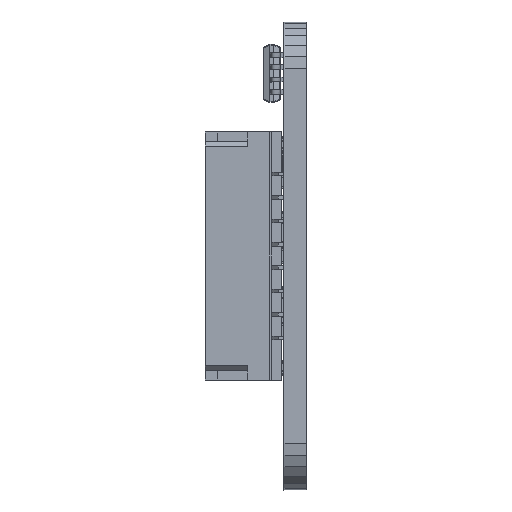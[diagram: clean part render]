
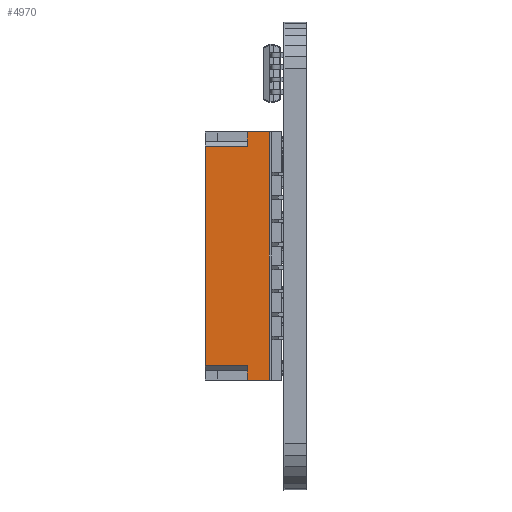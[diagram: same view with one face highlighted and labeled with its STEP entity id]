
A CAD part, left-side view. The second image highlights one B-rep face of the part: STEP entity #4970.
In plain terms, the highlighted face is planar.
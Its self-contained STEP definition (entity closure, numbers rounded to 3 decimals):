
#522 = CARTESIAN_POINT ( 'NONE',  ( 6.625, -1.62, 1.95 ) ) ;
#1120 = EDGE_CURVE ( 'NONE', #19292, #12063, #9801, .T. ) ;
#1260 = VECTOR ( 'NONE', #25912, 1000. ) ;
#1397 = CARTESIAN_POINT ( 'NONE',  ( 5.875, -1.62, 4.2 ) ) ;
#1427 = CARTESIAN_POINT ( 'NONE',  ( 6.625, -1.62, 0.8 ) ) ;
#1697 = EDGE_CURVE ( 'NONE', #4997, #22749, #11195, .T. ) ;
#2132 = CARTESIAN_POINT ( 'NONE',  ( 5.875, -1.62, 2.5 ) ) ;
#3015 = ORIENTED_EDGE ( 'NONE', *, *, #25729, .F. ) ;
#3059 = DIRECTION ( 'NONE',  ( 0., -1., 0. ) ) ;
#3305 = VECTOR ( 'NONE', #23122, 1000. ) ;
#3795 = ORIENTED_EDGE ( 'NONE', *, *, #29105, .F. ) ;
#4226 = CARTESIAN_POINT ( 'NONE',  ( 6.625, -1.62, 2.5 ) ) ;
#4501 = ORIENTED_EDGE ( 'NONE', *, *, #9630, .F. ) ;
#4941 = DIRECTION ( 'NONE',  ( -1., 0., 0. ) ) ;
#4970 = ADVANCED_FACE ( 'NONE', ( #18507 ), #12237, .F. ) ;
#4997 = VERTEX_POINT ( 'NONE', #7947 ) ;
#5088 = VECTOR ( 'NONE', #11497, 1000. ) ;
#5669 = ORIENTED_EDGE ( 'NONE', *, *, #1697, .F. ) ;
#7030 = EDGE_CURVE ( 'NONE', #23240, #18203, #26759, .T. ) ;
#7947 = CARTESIAN_POINT ( 'NONE',  ( -5.875, -1.62, 4.2 ) ) ;
#8034 = EDGE_CURVE ( 'NONE', #22749, #14842, #18340, .T. ) ;
#8555 = VECTOR ( 'NONE', #19461, 1000. ) ;
#8806 = DIRECTION ( 'NONE',  ( 0., 0., 1. ) ) ;
#8950 = EDGE_CURVE ( 'NONE', #18230, #14842, #18966, .T. ) ;
#8965 = ORIENTED_EDGE ( 'NONE', *, *, #8034, .F. ) ;
#9094 = AXIS2_PLACEMENT_3D ( 'NONE', #26204, #3059, #19423 ) ;
#9623 = CARTESIAN_POINT ( 'NONE',  ( 0., -1.62, 0.8 ) ) ;
#9630 = EDGE_CURVE ( 'NONE', #12063, #23240, #27221, .T. ) ;
#9801 = LINE ( 'NONE', #4226, #3305 ) ;
#11195 = LINE ( 'NONE', #23131, #5088 ) ;
#11497 = DIRECTION ( 'NONE',  ( 0., 0., -1. ) ) ;
#12063 = VERTEX_POINT ( 'NONE', #522 ) ;
#12237 = PLANE ( 'NONE',  #9094 ) ;
#12350 = ORIENTED_EDGE ( 'NONE', *, *, #8950, .T. ) ;
#13458 = CARTESIAN_POINT ( 'NONE',  ( -6.625, -1.62, 1.95 ) ) ;
#13800 = CARTESIAN_POINT ( 'NONE',  ( 6.25, -1.62, 1.95 ) ) ;
#14453 = VECTOR ( 'NONE', #29958, 1000. ) ;
#14791 = CARTESIAN_POINT ( 'NONE',  ( 5.875, -1.62, 1.95 ) ) ;
#14842 = VERTEX_POINT ( 'NONE', #13458 ) ;
#14931 = VECTOR ( 'NONE', #4941, 1000. ) ;
#15423 = LINE ( 'NONE', #21195, #8555 ) ;
#16281 = CARTESIAN_POINT ( 'NONE',  ( 0., -1.62, 1.95 ) ) ;
#17493 = VECTOR ( 'NONE', #8806, 1000. ) ;
#18203 = VERTEX_POINT ( 'NONE', #1397 ) ;
#18230 = VERTEX_POINT ( 'NONE', #19590 ) ;
#18340 = LINE ( 'NONE', #16281, #20536 ) ;
#18507 = FACE_OUTER_BOUND ( 'NONE', #28726, .T. ) ;
#18753 = ORIENTED_EDGE ( 'NONE', *, *, #1120, .F. ) ;
#18966 = LINE ( 'NONE', #25067, #17493 ) ;
#19292 = VERTEX_POINT ( 'NONE', #1427 ) ;
#19423 = DIRECTION ( 'NONE',  ( 0., 0., 1. ) ) ;
#19461 = DIRECTION ( 'NONE',  ( -1., 0., 0. ) ) ;
#19590 = CARTESIAN_POINT ( 'NONE',  ( -6.625, -1.62, 0.8 ) ) ;
#20536 = VECTOR ( 'NONE', #25505, 1000. ) ;
#21195 = CARTESIAN_POINT ( 'NONE',  ( 6.625, -1.62, 4.2 ) ) ;
#22749 = VERTEX_POINT ( 'NONE', #29282 ) ;
#23122 = DIRECTION ( 'NONE',  ( 0., 0., 1. ) ) ;
#23131 = CARTESIAN_POINT ( 'NONE',  ( -5.875, -1.62, 2.5 ) ) ;
#23240 = VERTEX_POINT ( 'NONE', #14791 ) ;
#25067 = CARTESIAN_POINT ( 'NONE',  ( -6.625, -1.62, 2.175 ) ) ;
#25505 = DIRECTION ( 'NONE',  ( -1., 0., 0. ) ) ;
#25729 = EDGE_CURVE ( 'NONE', #18230, #19292, #26952, .T. ) ;
#25912 = DIRECTION ( 'NONE',  ( 1., 0., 0. ) ) ;
#26204 = CARTESIAN_POINT ( 'NONE',  ( 6.625, -1.62, 0.8 ) ) ;
#26759 = LINE ( 'NONE', #2132, #14453 ) ;
#26887 = ORIENTED_EDGE ( 'NONE', *, *, #7030, .F. ) ;
#26952 = LINE ( 'NONE', #9623, #1260 ) ;
#27221 = LINE ( 'NONE', #13800, #14931 ) ;
#28726 = EDGE_LOOP ( 'NONE', ( #26887, #4501, #18753, #3015, #12350, #8965, #5669, #3795 ) ) ;
#29105 = EDGE_CURVE ( 'NONE', #18203, #4997, #15423, .T. ) ;
#29282 = CARTESIAN_POINT ( 'NONE',  ( -5.875, -1.62, 1.95 ) ) ;
#29958 = DIRECTION ( 'NONE',  ( 0., 0., 1. ) ) ;
